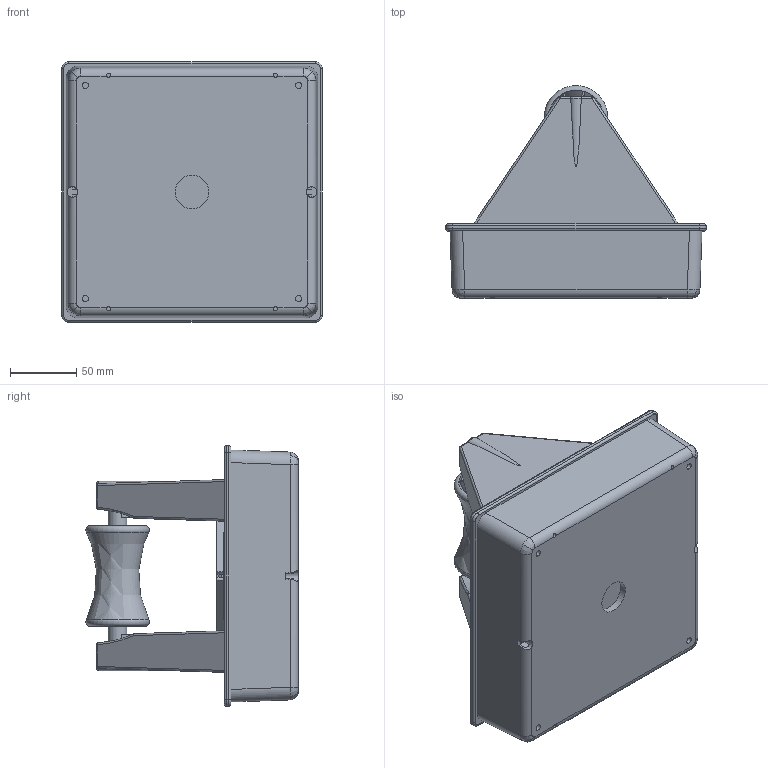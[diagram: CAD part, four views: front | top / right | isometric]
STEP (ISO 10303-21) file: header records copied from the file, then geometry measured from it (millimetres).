
FILE_DESCRIPTION((''),'2;1');
FILE_NAME('3-R-4 with Spacer.stp','2012-11-21T08:36:04',('rdavis'),(''),'Autodesk Inventor 2013','Autodesk Inventor 2013','');
FILE_SCHEMA(('AUTOMOTIVE_DESIGN { 1 0 10303 214 1 1 1 1 }'));
Length unit declared in the file: inch
Products named in the file (9): 3-R-4 with Spacer; 3-R-4; 3R No Logo; 3-R roller assy; 3 inch Roller_3_ Roller; Rod for 3R Pipestand; 3-R Bracket; 3-R Spacer; Spacers_3R Spacer
Assembly tree (11 placements, depth 4):
  3-R-4 with Spacer
    3-R-4
      3R No Logo
      3-R roller assy
        3 inch Roller_3_ Roller
        Rod for 3R Pipestand
      3-R Bracket  x2
    3-R Bracket  x2
    3-R Spacer
      Spacers_3R Spacer
Bounding box: 196.85 x 160.54 x 196.85 mm (x, y, z)
Volume: 719073.5 mm3; surface area: 408865.2 mm2
Topology: 8 solids, 8 shells, 2041 faces, 5370 edges, 3491 vertices
Faces by surface type: plane 1264, bspline 423, cylinder 222, torus 61, sphere 48, cone 23
Full cylindrical faces by diameter (mm): 3.048 x8, 3.81 x2, 4.572 x4, 5.08 x1, 6.096 x2, 6.35 x3, 13.97 x1, 16.922 x1, 19.939 x2, 25.083 x1, 25.146 x1, 41.224 x2
Entity records: 79989 total; most frequent: CARTESIAN_POINT 34937, ORIENTED_EDGE 9660, DIRECTION 7412, EDGE_CURVE 4830, VECTOR 3242, LINE 3242, VERTEX_POINT 3159, AXIS2_PLACEMENT_3D 2085
